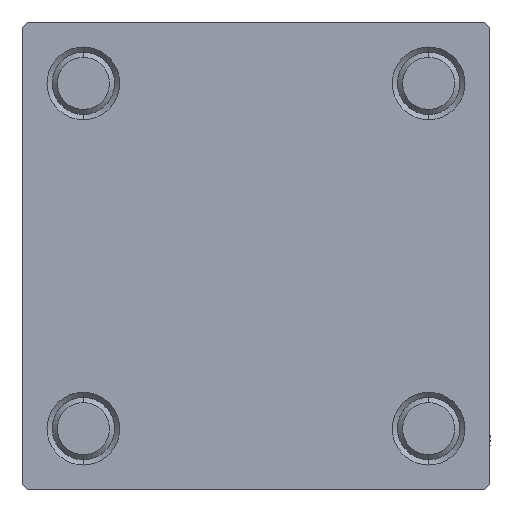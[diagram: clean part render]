
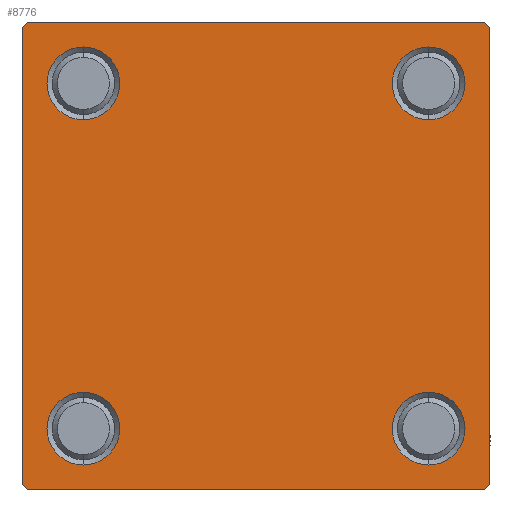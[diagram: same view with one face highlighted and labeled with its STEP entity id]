
A CAD part, left-side view. The second image highlights one B-rep face of the part: STEP entity #8776.
In plain terms, the highlighted planar face has unit normal (-1, 0, 0).
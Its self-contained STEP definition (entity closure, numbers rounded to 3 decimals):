
#1122 = DIRECTION ( 'NONE',  ( 0., 0., 1. ) ) ;
#1174 = CARTESIAN_POINT ( 'NONE',  ( 0., 22.25, -22.25 ) ) ;
#1707 = DIRECTION ( 'NONE',  ( 0., 0., 1. ) ) ;
#1809 = EDGE_CURVE ( 'NONE', #23364, #4507, #47119, .T. ) ;
#1853 = CARTESIAN_POINT ( 'NONE',  ( 0., 16.6, 16.6 ) ) ;
#2375 = ORIENTED_EDGE ( 'NONE', *, *, #6138, .T. ) ;
#2378 = EDGE_CURVE ( 'NONE', #22310, #5901, #37490, .T. ) ;
#2585 = DIRECTION ( 'NONE',  ( 0., -0.707, -0.707 ) ) ;
#2932 = LINE ( 'NONE', #40795, #44373 ) ;
#3207 = CARTESIAN_POINT ( 'NONE',  ( 0., -16.6, 13.1 ) ) ;
#3431 = ORIENTED_EDGE ( 'NONE', *, *, #17055, .T. ) ;
#3898 = DIRECTION ( 'NONE',  ( 1., 0., 0. ) ) ;
#3967 = CARTESIAN_POINT ( 'NONE',  ( 0., 22., -22.5 ) ) ;
#4507 = VERTEX_POINT ( 'NONE', #41035 ) ;
#4950 = EDGE_CURVE ( 'NONE', #22451, #48493, #44385, .T. ) ;
#5093 = CARTESIAN_POINT ( 'NONE',  ( 0., -22.5, -22. ) ) ;
#5117 = CARTESIAN_POINT ( 'NONE',  ( 0., 16.6, -16.6 ) ) ;
#5901 = VERTEX_POINT ( 'NONE', #36431 ) ;
#5996 = VERTEX_POINT ( 'NONE', #22257 ) ;
#6138 = EDGE_CURVE ( 'NONE', #30583, #37217, #34364, .T. ) ;
#6174 = ORIENTED_EDGE ( 'NONE', *, *, #49124, .F. ) ;
#6789 = VECTOR ( 'NONE', #36718, 1000. ) ;
#7519 = ORIENTED_EDGE ( 'NONE', *, *, #29821, .T. ) ;
#8736 = VECTOR ( 'NONE', #11713, 1000. ) ;
#8748 = CARTESIAN_POINT ( 'NONE',  ( 0., -16.6, -20.1 ) ) ;
#8776 = ADVANCED_FACE ( 'NONE', ( #17514, #9460, #48296, #25547, #29581 ), #13484, .T. ) ;
#8941 = DIRECTION ( 'NONE',  ( 1., 0., 0. ) ) ;
#9200 = DIRECTION ( 'NONE',  ( 0., 0., 1. ) ) ;
#9201 = VERTEX_POINT ( 'NONE', #10636 ) ;
#9460 = FACE_BOUND ( 'NONE', #27624, .T. ) ;
#9827 = CARTESIAN_POINT ( 'NONE',  ( 0., 22.5, -22.5 ) ) ;
#10090 = CIRCLE ( 'NONE', #40704, 3.5 ) ;
#10234 = LINE ( 'NONE', #48334, #13247 ) ;
#10260 = DIRECTION ( 'NONE',  ( 1., 0., 0. ) ) ;
#10367 = CIRCLE ( 'NONE', #18429, 3.5 ) ;
#10636 = CARTESIAN_POINT ( 'NONE',  ( 0., 22., 22.5 ) ) ;
#10851 = EDGE_CURVE ( 'NONE', #33916, #22451, #16803, .T. ) ;
#11235 = VERTEX_POINT ( 'NONE', #23220 ) ;
#11641 = AXIS2_PLACEMENT_3D ( 'NONE', #24434, #33240, #20900 ) ;
#11713 = DIRECTION ( 'NONE',  ( 0., -1., 0. ) ) ;
#12270 = EDGE_LOOP ( 'NONE', ( #30463, #39664 ) ) ;
#12492 = AXIS2_PLACEMENT_3D ( 'NONE', #41019, #45050, #17801 ) ;
#12722 = VERTEX_POINT ( 'NONE', #15561 ) ;
#13197 = DIRECTION ( 'NONE',  ( 0., 0., -1. ) ) ;
#13247 = VECTOR ( 'NONE', #21567, 1000. ) ;
#13484 = PLANE ( 'NONE',  #23967 ) ;
#13549 = CARTESIAN_POINT ( 'NONE',  ( 0., -16.6, -16.6 ) ) ;
#13965 = ORIENTED_EDGE ( 'NONE', *, *, #31095, .T. ) ;
#14493 = CARTESIAN_POINT ( 'NONE',  ( 0., 22.5, 22.5 ) ) ;
#15561 = CARTESIAN_POINT ( 'NONE',  ( 0., -16.6, -13.1 ) ) ;
#15960 = CARTESIAN_POINT ( 'NONE',  ( 0., -16.6, 16.6 ) ) ;
#16621 = VECTOR ( 'NONE', #25177, 1000. ) ;
#16803 = LINE ( 'NONE', #1174, #26423 ) ;
#17055 = EDGE_CURVE ( 'NONE', #48493, #28521, #2932, .T. ) ;
#17358 = AXIS2_PLACEMENT_3D ( 'NONE', #15960, #46734, #18739 ) ;
#17514 = FACE_BOUND ( 'NONE', #33654, .T. ) ;
#17606 = VECTOR ( 'NONE', #49691, 1000. ) ;
#17801 = DIRECTION ( 'NONE',  ( 0., 0., 1. ) ) ;
#18429 = AXIS2_PLACEMENT_3D ( 'NONE', #25386, #3898, #38464 ) ;
#18739 = DIRECTION ( 'NONE',  ( 0., 0., 1. ) ) ;
#18832 = ORIENTED_EDGE ( 'NONE', *, *, #40160, .T. ) ;
#18870 = CIRCLE ( 'NONE', #11641, 3.5 ) ;
#19570 = ORIENTED_EDGE ( 'NONE', *, *, #10851, .T. ) ;
#20489 = DIRECTION ( 'NONE',  ( 1., 0., 0. ) ) ;
#20886 = CARTESIAN_POINT ( 'NONE',  ( 0., 16.6, -20.1 ) ) ;
#20900 = DIRECTION ( 'NONE',  ( 0., 0., 1. ) ) ;
#21567 = DIRECTION ( 'NONE',  ( 0., 0.707, -0.707 ) ) ;
#22257 = CARTESIAN_POINT ( 'NONE',  ( 0., -22., 22.5 ) ) ;
#22310 = VERTEX_POINT ( 'NONE', #3207 ) ;
#22451 = VERTEX_POINT ( 'NONE', #3967 ) ;
#22601 = CARTESIAN_POINT ( 'NONE',  ( 0., -22., -22.5 ) ) ;
#22863 = ORIENTED_EDGE ( 'NONE', *, *, #39456, .F. ) ;
#23220 = CARTESIAN_POINT ( 'NONE',  ( 0., -22.5, 22. ) ) ;
#23364 = VERTEX_POINT ( 'NONE', #40390 ) ;
#23967 = AXIS2_PLACEMENT_3D ( 'NONE', #24810, #25057, #40984 ) ;
#24434 = CARTESIAN_POINT ( 'NONE',  ( 0., -16.6, -16.6 ) ) ;
#24745 = AXIS2_PLACEMENT_3D ( 'NONE', #13549, #10260, #1707 ) ;
#24810 = CARTESIAN_POINT ( 'NONE',  ( 0., 0., 0. ) ) ;
#25057 = DIRECTION ( 'NONE',  ( -1., 0., 0. ) ) ;
#25084 = CARTESIAN_POINT ( 'NONE',  ( 0., 22.5, 22.5 ) ) ;
#25177 = DIRECTION ( 'NONE',  ( 0., -1., 0. ) ) ;
#25386 = CARTESIAN_POINT ( 'NONE',  ( 0., 16.6, 16.6 ) ) ;
#25547 = FACE_BOUND ( 'NONE', #12270, .T. ) ;
#25610 = DIRECTION ( 'NONE',  ( 0., -0.707, 0.707 ) ) ;
#26051 = ORIENTED_EDGE ( 'NONE', *, *, #2378, .T. ) ;
#26275 = AXIS2_PLACEMENT_3D ( 'NONE', #5117, #20489, #35889 ) ;
#26423 = VECTOR ( 'NONE', #2585, 1000. ) ;
#27227 = EDGE_CURVE ( 'NONE', #37217, #30583, #10090, .T. ) ;
#27624 = EDGE_LOOP ( 'NONE', ( #7519, #39997 ) ) ;
#28521 = VERTEX_POINT ( 'NONE', #5093 ) ;
#28826 = CARTESIAN_POINT ( 'NONE',  ( 0., 16.6, -16.6 ) ) ;
#28913 = EDGE_CURVE ( 'NONE', #9201, #41612, #10234, .T. ) ;
#29581 = FACE_OUTER_BOUND ( 'NONE', #47271, .T. ) ;
#29725 = LINE ( 'NONE', #41124, #17606 ) ;
#29821 = EDGE_CURVE ( 'NONE', #12722, #33549, #18870, .T. ) ;
#30463 = ORIENTED_EDGE ( 'NONE', *, *, #1809, .T. ) ;
#30583 = VERTEX_POINT ( 'NONE', #20886 ) ;
#30834 = VECTOR ( 'NONE', #13197, 1000. ) ;
#31095 = EDGE_CURVE ( 'NONE', #41612, #33916, #44292, .T. ) ;
#31111 = CARTESIAN_POINT ( 'NONE',  ( 0., 22.5, 22. ) ) ;
#31744 = EDGE_CURVE ( 'NONE', #5901, #22310, #44719, .T. ) ;
#33240 = DIRECTION ( 'NONE',  ( 1., 0., 0. ) ) ;
#33467 = ORIENTED_EDGE ( 'NONE', *, *, #28913, .T. ) ;
#33549 = VERTEX_POINT ( 'NONE', #8748 ) ;
#33606 = CIRCLE ( 'NONE', #24745, 3.5 ) ;
#33654 = EDGE_LOOP ( 'NONE', ( #33936, #26051 ) ) ;
#33916 = VERTEX_POINT ( 'NONE', #36645 ) ;
#33936 = ORIENTED_EDGE ( 'NONE', *, *, #31744, .T. ) ;
#34364 = CIRCLE ( 'NONE', #26275, 3.5 ) ;
#34706 = ORIENTED_EDGE ( 'NONE', *, *, #27227, .T. ) ;
#35889 = DIRECTION ( 'NONE',  ( 0., 0., 1. ) ) ;
#36320 = ORIENTED_EDGE ( 'NONE', *, *, #4950, .T. ) ;
#36431 = CARTESIAN_POINT ( 'NONE',  ( 0., -16.6, 20.1 ) ) ;
#36622 = CARTESIAN_POINT ( 'NONE',  ( 0., 16.6, -13.1 ) ) ;
#36645 = CARTESIAN_POINT ( 'NONE',  ( 0., 22.5, -22. ) ) ;
#36649 = CARTESIAN_POINT ( 'NONE',  ( 0., -22.5, 22.5 ) ) ;
#36718 = DIRECTION ( 'NONE',  ( 0., 0., -1. ) ) ;
#37217 = VERTEX_POINT ( 'NONE', #36622 ) ;
#37490 = CIRCLE ( 'NONE', #17358, 3.5 ) ;
#37895 = EDGE_CURVE ( 'NONE', #33549, #12722, #33606, .T. ) ;
#38464 = DIRECTION ( 'NONE',  ( 0., 0., 1. ) ) ;
#38958 = EDGE_LOOP ( 'NONE', ( #34706, #2375 ) ) ;
#39456 = EDGE_CURVE ( 'NONE', #9201, #5996, #45524, .T. ) ;
#39664 = ORIENTED_EDGE ( 'NONE', *, *, #40385, .T. ) ;
#39997 = ORIENTED_EDGE ( 'NONE', *, *, #37895, .T. ) ;
#40160 = EDGE_CURVE ( 'NONE', #11235, #5996, #29725, .T. ) ;
#40385 = EDGE_CURVE ( 'NONE', #4507, #23364, #10367, .T. ) ;
#40390 = CARTESIAN_POINT ( 'NONE',  ( 0., 16.6, 20.1 ) ) ;
#40704 = AXIS2_PLACEMENT_3D ( 'NONE', #28826, #48034, #9200 ) ;
#40795 = CARTESIAN_POINT ( 'NONE',  ( 0., -22.25, -22.25 ) ) ;
#40984 = DIRECTION ( 'NONE',  ( 0., 0., 1. ) ) ;
#41019 = CARTESIAN_POINT ( 'NONE',  ( 0., -16.6, 16.6 ) ) ;
#41035 = CARTESIAN_POINT ( 'NONE',  ( 0., 16.6, 13.1 ) ) ;
#41124 = CARTESIAN_POINT ( 'NONE',  ( 0., -22.25, 22.25 ) ) ;
#41612 = VERTEX_POINT ( 'NONE', #31111 ) ;
#42295 = AXIS2_PLACEMENT_3D ( 'NONE', #1853, #8941, #1122 ) ;
#44292 = LINE ( 'NONE', #25084, #6789 ) ;
#44373 = VECTOR ( 'NONE', #25610, 1000. ) ;
#44385 = LINE ( 'NONE', #9827, #16621 ) ;
#44719 = CIRCLE ( 'NONE', #12492, 3.5 ) ;
#45050 = DIRECTION ( 'NONE',  ( 1., 0., 0. ) ) ;
#45524 = LINE ( 'NONE', #14493, #8736 ) ;
#46734 = DIRECTION ( 'NONE',  ( 1., 0., 0. ) ) ;
#47119 = CIRCLE ( 'NONE', #42295, 3.5 ) ;
#47271 = EDGE_LOOP ( 'NONE', ( #13965, #19570, #36320, #3431, #6174, #18832, #22863, #33467 ) ) ;
#47766 = LINE ( 'NONE', #36649, #30834 ) ;
#48034 = DIRECTION ( 'NONE',  ( 1., 0., 0. ) ) ;
#48296 = FACE_BOUND ( 'NONE', #38958, .T. ) ;
#48334 = CARTESIAN_POINT ( 'NONE',  ( 0., 22.25, 22.25 ) ) ;
#48493 = VERTEX_POINT ( 'NONE', #22601 ) ;
#49124 = EDGE_CURVE ( 'NONE', #11235, #28521, #47766, .T. ) ;
#49691 = DIRECTION ( 'NONE',  ( 0., 0.707, 0.707 ) ) ;
